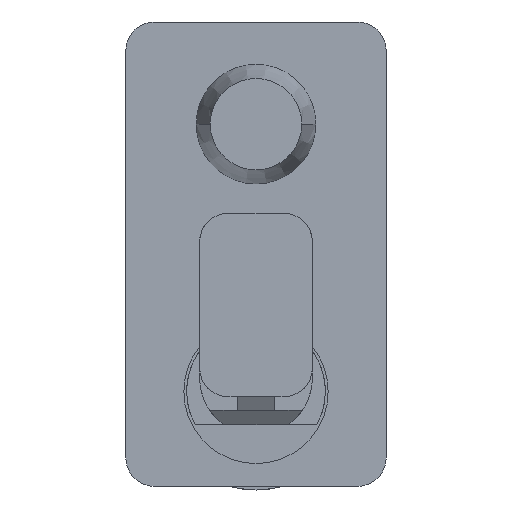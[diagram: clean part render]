
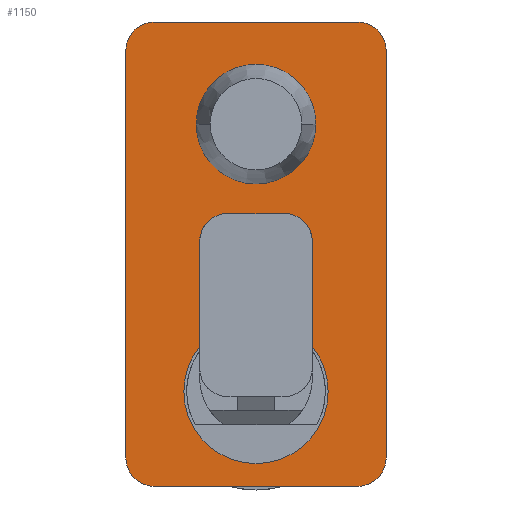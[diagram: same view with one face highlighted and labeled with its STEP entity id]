
A CAD part, left-side view. The second image highlights one B-rep face of the part: STEP entity #1150.
In plain terms, the highlighted planar face has unit normal (-1, 0, 0).
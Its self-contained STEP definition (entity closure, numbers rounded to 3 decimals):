
#37=CARTESIAN_POINT('',(0.,7.22,14.47));
#38=DIRECTION('',(1.,0.,0.));
#39=DIRECTION('',(0.,1.,0.));
#40=AXIS2_PLACEMENT_3D('',#37,#38,#39);
#45=DIRECTION('',(0.,-1.,0.));
#46=VECTOR('',#45,14.44);
#47=CARTESIAN_POINT('',(0.,7.22,16.5));
#48=LINE('',#47,#46);
#52=CARTESIAN_POINT('',(0.,-7.22,14.47));
#53=DIRECTION('',(1.,0.,0.));
#54=DIRECTION('',(0.,0.,1.));
#55=AXIS2_PLACEMENT_3D('',#52,#53,#54);
#60=DIRECTION('',(0.,0.,-1.));
#61=VECTOR('',#60,28.94);
#62=CARTESIAN_POINT('',(0.,-9.25,14.47));
#63=LINE('',#62,#61);
#67=CARTESIAN_POINT('',(0.,-7.22,-14.47));
#68=DIRECTION('',(1.,0.,0.));
#69=DIRECTION('',(0.,-1.,0.));
#70=AXIS2_PLACEMENT_3D('',#67,#68,#69);
#75=DIRECTION('',(0.,1.,0.));
#76=VECTOR('',#75,14.44);
#77=CARTESIAN_POINT('',(0.,-7.22,-16.5));
#78=LINE('',#77,#76);
#82=CARTESIAN_POINT('',(0.,7.22,-14.47));
#83=DIRECTION('',(1.,0.,0.));
#84=DIRECTION('',(0.,0.,-1.));
#85=AXIS2_PLACEMENT_3D('',#82,#83,#84);
#90=DIRECTION('',(0.,0.,1.));
#91=VECTOR('',#90,28.94);
#92=CARTESIAN_POINT('',(0.,9.25,-14.47));
#93=LINE('',#92,#91);
#97=CARTESIAN_POINT('',(0.,0.,9.24));
#98=DIRECTION('',(-1.,0.,0.));
#99=DIRECTION('',(0.,-1.,0.));
#100=AXIS2_PLACEMENT_3D('',#97,#98,#99);
#105=CARTESIAN_POINT('',(0.,0.,9.24));
#106=DIRECTION('',(-1.,0.,0.));
#107=DIRECTION('',(0.,1.,0.));
#108=AXIS2_PLACEMENT_3D('',#105,#106,#107);
#113=CARTESIAN_POINT('',(0.,0.,-9.76));
#114=DIRECTION('',(-1.,0.,0.));
#115=DIRECTION('',(0.,0.427,0.904));
#116=AXIS2_PLACEMENT_3D('',#113,#114,#115);
#121=CARTESIAN_POINT('',(0.,0.,-9.76));
#122=DIRECTION('',(-1.,0.,0.));
#123=DIRECTION('',(0.,1.,0.));
#124=AXIS2_PLACEMENT_3D('',#121,#122,#123);
#129=CARTESIAN_POINT('',(0.,0.,-9.76));
#130=DIRECTION('',(-1.,0.,0.));
#131=DIRECTION('',(0.,-1.,0.));
#132=AXIS2_PLACEMENT_3D('',#129,#130,#131);
#825=DIRECTION('',(0.,-1.,0.));
#826=VECTOR('',#825,4.38);
#827=CARTESIAN_POINT('',(0.,2.19,-0.11));
#828=LINE('',#827,#826);
#832=DIRECTION('',(0.,0.,1.));
#833=VECTOR('',#832,5.016);
#834=CARTESIAN_POINT('',(0.,2.19,-5.126));
#835=LINE('',#834,#833);
#853=DIRECTION('',(0.,0.,-1.));
#854=VECTOR('',#853,5.016);
#855=CARTESIAN_POINT('',(0.,-2.19,-0.11));
#856=LINE('',#855,#854);
#959=CARTESIAN_POINT('',(0.,9.25,14.47));
#960=CARTESIAN_POINT('',(0.,7.22,16.5));
#961=VERTEX_POINT('',#959);
#962=VERTEX_POINT('',#960);
#963=CARTESIAN_POINT('',(0.,-7.22,16.5));
#964=VERTEX_POINT('',#963);
#965=CARTESIAN_POINT('',(0.,-9.25,14.47));
#966=VERTEX_POINT('',#965);
#967=CARTESIAN_POINT('',(0.,-9.25,-14.47));
#968=VERTEX_POINT('',#967);
#969=CARTESIAN_POINT('',(0.,-7.22,-16.5));
#970=VERTEX_POINT('',#969);
#971=CARTESIAN_POINT('',(0.,7.22,-16.5));
#972=VERTEX_POINT('',#971);
#973=CARTESIAN_POINT('',(0.,9.25,-14.47));
#974=VERTEX_POINT('',#973);
#975=CARTESIAN_POINT('',(0.,-4.25,9.24));
#976=CARTESIAN_POINT('',(0.,4.25,9.24));
#977=VERTEX_POINT('',#975);
#978=VERTEX_POINT('',#976);
#979=CARTESIAN_POINT('',(0.,2.19,-0.11));
#980=CARTESIAN_POINT('',(0.,-2.19,-0.11));
#981=VERTEX_POINT('',#979);
#982=VERTEX_POINT('',#980);
#983=CARTESIAN_POINT('',(0.,2.19,-5.126));
#984=VERTEX_POINT('',#983);
#985=CARTESIAN_POINT('',(0.,5.125,-9.76));
#986=VERTEX_POINT('',#985);
#987=CARTESIAN_POINT('',(0.,-5.125,-9.76));
#988=VERTEX_POINT('',#987);
#989=CARTESIAN_POINT('',(0.,-2.19,-5.126));
#990=VERTEX_POINT('',#989);
#1107=CARTESIAN_POINT('',(0.,0.,0.));
#1108=DIRECTION('',(1.,0.,0.));
#1109=DIRECTION('',(0.,0.,-1.));
#1110=AXIS2_PLACEMENT_3D('',#1107,#1108,#1109);
#1111=PLANE('',#1110);
#1113=ORIENTED_EDGE('',*,*,#1112,.T.);
#1115=ORIENTED_EDGE('',*,*,#1114,.T.);
#1117=ORIENTED_EDGE('',*,*,#1116,.T.);
#1119=ORIENTED_EDGE('',*,*,#1118,.T.);
#1121=ORIENTED_EDGE('',*,*,#1120,.T.);
#1123=ORIENTED_EDGE('',*,*,#1122,.T.);
#1125=ORIENTED_EDGE('',*,*,#1124,.T.);
#1127=ORIENTED_EDGE('',*,*,#1126,.T.);
#1128=EDGE_LOOP('',(#1113,#1115,#1117,#1119,#1121,#1123,#1125,#1127));
#1129=FACE_OUTER_BOUND('',#1128,.F.);
#1131=ORIENTED_EDGE('',*,*,#1130,.T.);
#1133=ORIENTED_EDGE('',*,*,#1132,.T.);
#1134=EDGE_LOOP('',(#1131,#1133));
#1135=FACE_BOUND('',#1134,.F.);
#1137=ORIENTED_EDGE('',*,*,#1136,.F.);
#1139=ORIENTED_EDGE('',*,*,#1138,.F.);
#1141=ORIENTED_EDGE('',*,*,#1140,.T.);
#1143=ORIENTED_EDGE('',*,*,#1142,.T.);
#1145=ORIENTED_EDGE('',*,*,#1144,.T.);
#1147=ORIENTED_EDGE('',*,*,#1146,.F.);
#1148=EDGE_LOOP('',(#1137,#1139,#1141,#1143,#1145,#1147));
#1149=FACE_BOUND('',#1148,.F.);
#41=CIRCLE('',#40,2.03);
#56=CIRCLE('',#55,2.03);
#71=CIRCLE('',#70,2.03);
#86=CIRCLE('',#85,2.03);
#101=CIRCLE('',#100,4.25);
#109=CIRCLE('',#108,4.25);
#117=CIRCLE('',#116,5.125);
#125=CIRCLE('',#124,5.125);
#133=CIRCLE('',#132,5.125);
#1112=EDGE_CURVE('',#961,#962,#41,.T.);
#1114=EDGE_CURVE('',#962,#964,#48,.T.);
#1116=EDGE_CURVE('',#964,#966,#56,.T.);
#1118=EDGE_CURVE('',#966,#968,#63,.T.);
#1120=EDGE_CURVE('',#968,#970,#71,.T.);
#1122=EDGE_CURVE('',#970,#972,#78,.T.);
#1124=EDGE_CURVE('',#972,#974,#86,.T.);
#1126=EDGE_CURVE('',#974,#961,#93,.T.);
#1130=EDGE_CURVE('',#977,#978,#101,.T.);
#1132=EDGE_CURVE('',#978,#977,#109,.T.);
#1136=EDGE_CURVE('',#981,#982,#828,.T.);
#1138=EDGE_CURVE('',#984,#981,#835,.T.);
#1140=EDGE_CURVE('',#984,#986,#117,.T.);
#1142=EDGE_CURVE('',#986,#988,#125,.T.);
#1144=EDGE_CURVE('',#988,#990,#133,.T.);
#1146=EDGE_CURVE('',#982,#990,#856,.T.);
#1150=ADVANCED_FACE('',(#1129,#1135,#1149),#1111,.F.);
